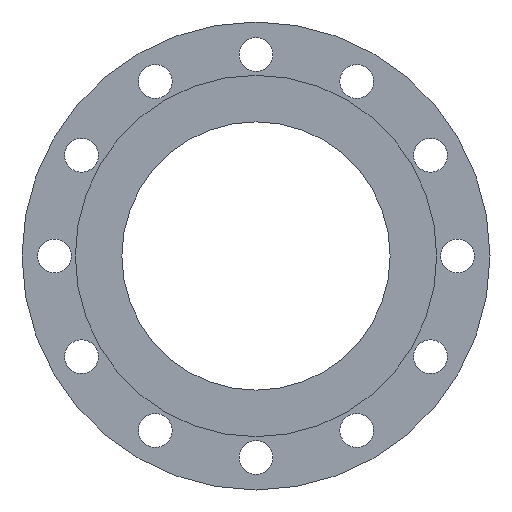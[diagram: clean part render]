
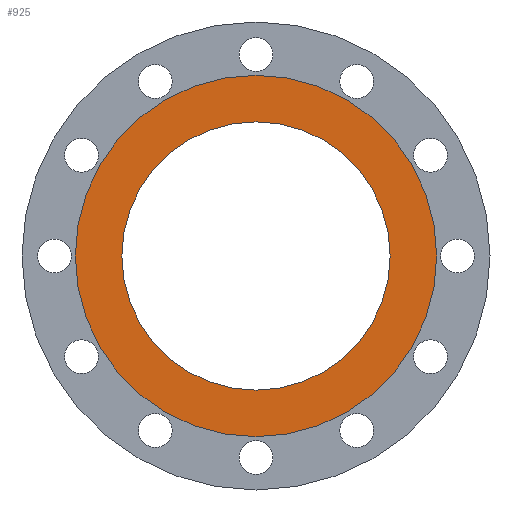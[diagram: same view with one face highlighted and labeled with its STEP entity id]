
A CAD part, front view. The second image highlights one B-rep face of the part: STEP entity #925.
In plain terms, the highlighted planar face has unit normal (0, -1, 0).
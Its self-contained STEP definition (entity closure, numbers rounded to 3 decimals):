
#15 = FACE_OUTER_BOUND ( 'NONE', #386, .T. ) ;
#65 = ORIENTED_EDGE ( 'NONE', *, *, #218, .T. ) ;
#103 = DIRECTION ( 'NONE',  ( 0., 0., 1. ) ) ;
#121 = ORIENTED_EDGE ( 'NONE', *, *, #179, .F. ) ;
#163 = ORIENTED_EDGE ( 'NONE', *, *, #1262, .F. ) ;
#179 = EDGE_CURVE ( 'NONE', #369, #375, #971, .T. ) ;
#218 = EDGE_CURVE ( 'NONE', #362, #461, #318, .T. ) ;
#305 = CIRCLE ( 'NONE', #984, 103.2 ) ;
#318 = CIRCLE ( 'NONE', #795, 103.2 ) ;
#362 = VERTEX_POINT ( 'NONE', #949 ) ;
#369 = VERTEX_POINT ( 'NONE', #613 ) ;
#375 = VERTEX_POINT ( 'NONE', #729 ) ;
#386 = EDGE_LOOP ( 'NONE', ( #163, #121 ) ) ;
#402 = CIRCLE ( 'NONE', #577, 139. ) ;
#425 = CARTESIAN_POINT ( 'NONE',  ( 0., 0., 0. ) ) ;
#436 = DIRECTION ( 'NONE',  ( 0., 1., 0. ) ) ;
#457 = DIRECTION ( 'NONE',  ( 0., 0., 1. ) ) ;
#461 = VERTEX_POINT ( 'NONE', #869 ) ;
#475 = EDGE_CURVE ( 'NONE', #461, #362, #305, .T. ) ;
#488 = CARTESIAN_POINT ( 'NONE',  ( 0., 0., 0. ) ) ;
#550 = DIRECTION ( 'NONE',  ( 0., -1., 0. ) ) ;
#577 = AXIS2_PLACEMENT_3D ( 'NONE', #425, #757, #103 ) ;
#613 = CARTESIAN_POINT ( 'NONE',  ( 0., 0., -139. ) ) ;
#729 = CARTESIAN_POINT ( 'NONE',  ( 0., 0., 139. ) ) ;
#753 = ORIENTED_EDGE ( 'NONE', *, *, #475, .T. ) ;
#757 = DIRECTION ( 'NONE',  ( 0., 1., 0. ) ) ;
#795 = AXIS2_PLACEMENT_3D ( 'NONE', #488, #1236, #895 ) ;
#869 = CARTESIAN_POINT ( 'NONE',  ( 0., 0., 103.2 ) ) ;
#895 = DIRECTION ( 'NONE',  ( 0., 0., 1. ) ) ;
#925 = ADVANCED_FACE ( 'NONE', ( #1186, #15 ), #1307, .T. ) ;
#949 = CARTESIAN_POINT ( 'NONE',  ( 0., 0., -103.2 ) ) ;
#971 = CIRCLE ( 'NONE', #1084, 139. ) ;
#984 = AXIS2_PLACEMENT_3D ( 'NONE', #1397, #436, #457 ) ;
#1018 = EDGE_LOOP ( 'NONE', ( #753, #65 ) ) ;
#1067 = DIRECTION ( 'NONE',  ( 0., 0., 1. ) ) ;
#1084 = AXIS2_PLACEMENT_3D ( 'NONE', #1171, #1385, #1067 ) ;
#1171 = CARTESIAN_POINT ( 'NONE',  ( 0., 0., 0. ) ) ;
#1186 = FACE_BOUND ( 'NONE', #1018, .T. ) ;
#1201 = DIRECTION ( 'NONE',  ( 0., 0., -1. ) ) ;
#1236 = DIRECTION ( 'NONE',  ( 0., 1., 0. ) ) ;
#1252 = AXIS2_PLACEMENT_3D ( 'NONE', #1295, #550, #1201 ) ;
#1262 = EDGE_CURVE ( 'NONE', #375, #369, #402, .T. ) ;
#1295 = CARTESIAN_POINT ( 'NONE',  ( 0., 0., 103.2 ) ) ;
#1307 = PLANE ( 'NONE',  #1252 ) ;
#1385 = DIRECTION ( 'NONE',  ( 0., 1., 0. ) ) ;
#1397 = CARTESIAN_POINT ( 'NONE',  ( 0., 0., 0. ) ) ;
